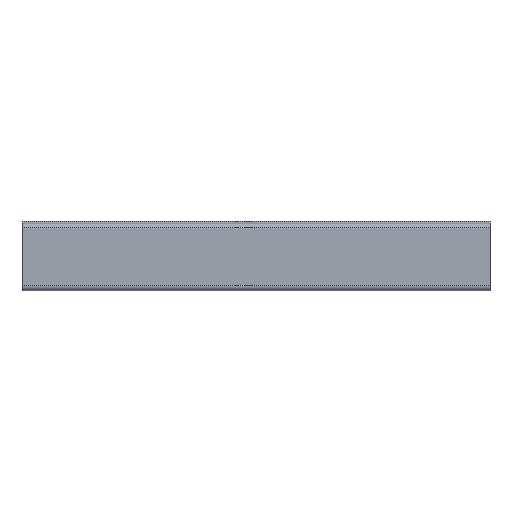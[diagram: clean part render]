
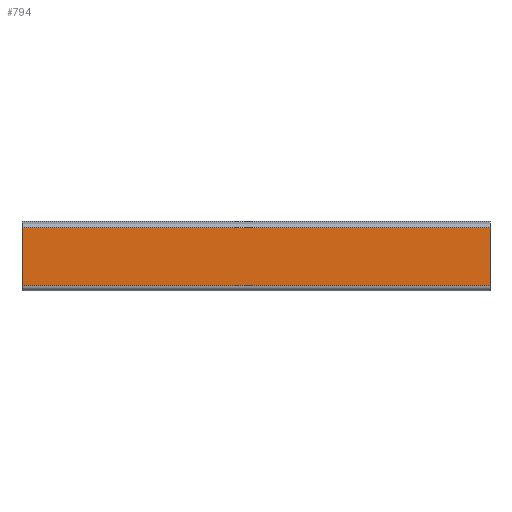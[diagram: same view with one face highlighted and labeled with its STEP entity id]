
A CAD part, left-side view. The second image highlights one B-rep face of the part: STEP entity #794.
In plain terms, the highlighted planar face has unit normal (-1, 0, 0).
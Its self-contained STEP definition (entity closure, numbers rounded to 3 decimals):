
#40=PLANE('',#872);
#80=FACE_OUTER_BOUND('',#120,.T.);
#120=EDGE_LOOP('',(#665,#666,#667,#668));
#123=LINE('',#1101,#213);
#210=LINE('',#1320,#300);
#211=LINE('',#1322,#301);
#212=LINE('',#1323,#302);
#213=VECTOR('',#881,10.);
#300=VECTOR('',#1086,10.);
#301=VECTOR('',#1089,10.);
#302=VECTOR('',#1090,10.);
#327=VERTEX_POINT('',#1097);
#329=VERTEX_POINT('',#1100);
#401=VERTEX_POINT('',#1316);
#402=VERTEX_POINT('',#1318);
#404=EDGE_CURVE('',#327,#329,#123,.T.);
#514=EDGE_CURVE('',#401,#402,#210,.T.);
#515=EDGE_CURVE('',#401,#327,#211,.T.);
#516=EDGE_CURVE('',#329,#402,#212,.T.);
#665=ORIENTED_EDGE('',*,*,#515,.F.);
#666=ORIENTED_EDGE('',*,*,#514,.T.);
#667=ORIENTED_EDGE('',*,*,#516,.F.);
#668=ORIENTED_EDGE('',*,*,#404,.F.);
#794=ADVANCED_FACE('',(#80),#40,.T.);
#872=AXIS2_PLACEMENT_3D('',#1321,#1087,#1088);
#881=DIRECTION('',(0.,1.,0.));
#1086=DIRECTION('',(0.,1.,0.));
#1087=DIRECTION('center_axis',(-1.,0.,0.));
#1088=DIRECTION('ref_axis',(0.,0.,1.));
#1089=DIRECTION('',(0.,0.,-1.));
#1090=DIRECTION('',(0.,0.,1.));
#1097=CARTESIAN_POINT('',(17308.291,-2703.247,7260.244));
#1100=CARTESIAN_POINT('',(17308.291,-2453.247,7260.244));
#1101=CARTESIAN_POINT('',(17308.291,-2703.247,7260.244));
#1316=CARTESIAN_POINT('',(17308.291,-2703.247,7291.247));
#1318=CARTESIAN_POINT('',(17308.291,-2453.247,7291.247));
#1320=CARTESIAN_POINT('',(17308.291,-2703.247,7291.247));
#1321=CARTESIAN_POINT('Origin',(17308.291,-2703.247,7260.244));
#1322=CARTESIAN_POINT('',(17308.291,-2703.247,7291.247));
#1323=CARTESIAN_POINT('',(17308.291,-2453.247,7291.247));
